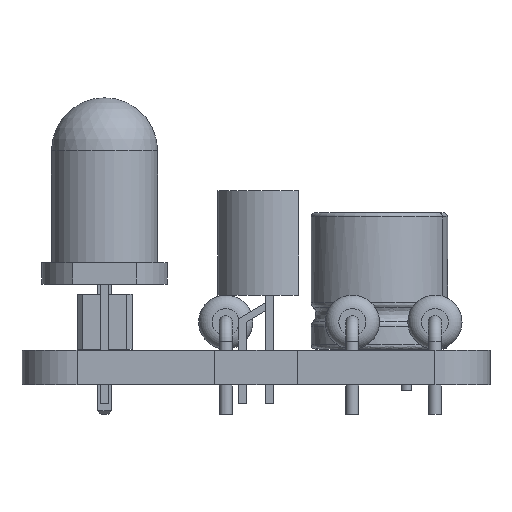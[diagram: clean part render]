
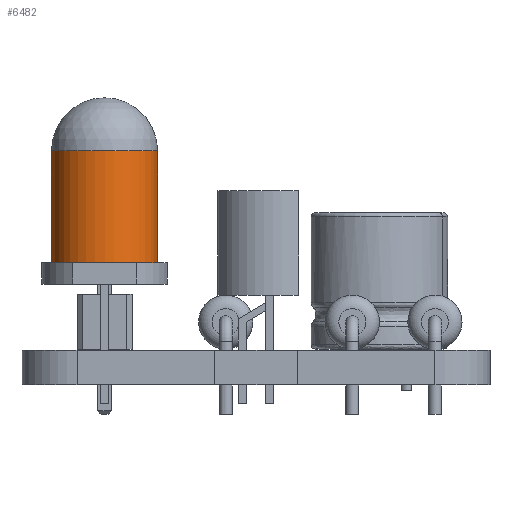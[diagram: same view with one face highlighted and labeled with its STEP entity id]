
A CAD part, left-side view. The second image highlights one B-rep face of the part: STEP entity #6482.
In plain terms, the highlighted cylindrical face has radius 2.45 mm (diameter 4.9 mm), a full revolution.
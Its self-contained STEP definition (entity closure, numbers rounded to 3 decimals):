
#6381 = VERTEX_POINT('',#6382);
#6382 = CARTESIAN_POINT('',(3.72,0.,9.15));
#6392 = SPHERICAL_SURFACE('',#6393,2.45);
#6393 = AXIS2_PLACEMENT_3D('',#6394,#6395,#6396);
#6394 = CARTESIAN_POINT('',(1.27,0.,9.15));
#6395 = DIRECTION('',(0.,0.,1.));
#6396 = DIRECTION('',(1.,0.,0.));
#6456 = EDGE_CURVE('',#6381,#6381,#6457,.T.);
#6457 = SURFACE_CURVE('',#6458,(#6463,#6470),.PCURVE_S1.);
#6458 = CIRCLE('',#6459,2.45);
#6459 = AXIS2_PLACEMENT_3D('',#6460,#6461,#6462);
#6460 = CARTESIAN_POINT('',(1.27,0.,9.15));
#6461 = DIRECTION('',(0.,0.,-1.));
#6462 = DIRECTION('',(1.,0.,0.));
#6463 = PCURVE('',#6392,#6464);
#6464 = DEFINITIONAL_REPRESENTATION('',(#6465),#6469);
#6465 = LINE('',#6466,#6467);
#6466 = CARTESIAN_POINT('',(6.283,0.));
#6467 = VECTOR('',#6468,1.);
#6468 = DIRECTION('',(-1.,0.));
#6469 = ( GEOMETRIC_REPRESENTATION_CONTEXT(2) 
PARAMETRIC_REPRESENTATION_CONTEXT() REPRESENTATION_CONTEXT('2D SPACE',''
  ) );
#6470 = PCURVE('',#6471,#6476);
#6471 = CYLINDRICAL_SURFACE('',#6472,2.45);
#6472 = AXIS2_PLACEMENT_3D('',#6473,#6474,#6475);
#6473 = CARTESIAN_POINT('',(1.27,0.,9.15));
#6474 = DIRECTION('',(0.,0.,-1.));
#6475 = DIRECTION('',(1.,0.,0.));
#6476 = DEFINITIONAL_REPRESENTATION('',(#6477),#6481);
#6477 = LINE('',#6478,#6479);
#6478 = CARTESIAN_POINT('',(0.,0.));
#6479 = VECTOR('',#6480,1.);
#6480 = DIRECTION('',(1.,0.));
#6481 = ( GEOMETRIC_REPRESENTATION_CONTEXT(2) 
PARAMETRIC_REPRESENTATION_CONTEXT() REPRESENTATION_CONTEXT('2D SPACE',''
  ) );
#6482 = ADVANCED_FACE('',(#6483),#6471,.T.);
#6483 = FACE_BOUND('',#6484,.T.);
#6484 = EDGE_LOOP('',(#6485,#6508,#6509,#6510));
#6485 = ORIENTED_EDGE('',*,*,#6486,.F.);
#6486 = EDGE_CURVE('',#6381,#6487,#6489,.T.);
#6487 = VERTEX_POINT('',#6488);
#6488 = CARTESIAN_POINT('',(3.72,0.,4.));
#6489 = SEAM_CURVE('',#6490,(#6494,#6501),.PCURVE_S1.);
#6490 = LINE('',#6491,#6492);
#6491 = CARTESIAN_POINT('',(3.72,0.,9.15));
#6492 = VECTOR('',#6493,1.);
#6493 = DIRECTION('',(0.,0.,-1.));
#6494 = PCURVE('',#6471,#6495);
#6495 = DEFINITIONAL_REPRESENTATION('',(#6496),#6500);
#6496 = LINE('',#6497,#6498);
#6497 = CARTESIAN_POINT('',(0.,0.));
#6498 = VECTOR('',#6499,1.);
#6499 = DIRECTION('',(0.,1.));
#6500 = ( GEOMETRIC_REPRESENTATION_CONTEXT(2) 
PARAMETRIC_REPRESENTATION_CONTEXT() REPRESENTATION_CONTEXT('2D SPACE',''
  ) );
#6501 = PCURVE('',#6471,#6502);
#6502 = DEFINITIONAL_REPRESENTATION('',(#6503),#6507);
#6503 = LINE('',#6504,#6505);
#6504 = CARTESIAN_POINT('',(6.283,0.));
#6505 = VECTOR('',#6506,1.);
#6506 = DIRECTION('',(0.,1.));
#6507 = ( GEOMETRIC_REPRESENTATION_CONTEXT(2) 
PARAMETRIC_REPRESENTATION_CONTEXT() REPRESENTATION_CONTEXT('2D SPACE',''
  ) );
#6508 = ORIENTED_EDGE('',*,*,#6456,.T.);
#6509 = ORIENTED_EDGE('',*,*,#6486,.T.);
#6510 = ORIENTED_EDGE('',*,*,#6511,.F.);
#6511 = EDGE_CURVE('',#6487,#6487,#6512,.T.);
#6512 = SURFACE_CURVE('',#6513,(#6518,#6525),.PCURVE_S1.);
#6513 = CIRCLE('',#6514,2.45);
#6514 = AXIS2_PLACEMENT_3D('',#6515,#6516,#6517);
#6515 = CARTESIAN_POINT('',(1.27,0.,4.));
#6516 = DIRECTION('',(0.,0.,-1.));
#6517 = DIRECTION('',(1.,0.,0.));
#6518 = PCURVE('',#6471,#6519);
#6519 = DEFINITIONAL_REPRESENTATION('',(#6520),#6524);
#6520 = LINE('',#6521,#6522);
#6521 = CARTESIAN_POINT('',(0.,5.15));
#6522 = VECTOR('',#6523,1.);
#6523 = DIRECTION('',(1.,0.));
#6524 = ( GEOMETRIC_REPRESENTATION_CONTEXT(2) 
PARAMETRIC_REPRESENTATION_CONTEXT() REPRESENTATION_CONTEXT('2D SPACE',''
  ) );
#6525 = PCURVE('',#6526,#6531);
#6526 = PLANE('',#6527);
#6527 = AXIS2_PLACEMENT_3D('',#6528,#6529,#6530);
#6528 = CARTESIAN_POINT('',(-1.23,-1.47,4.));
#6529 = DIRECTION('',(0.,0.,-1.));
#6530 = DIRECTION('',(-1.,0.,0.));
#6531 = DEFINITIONAL_REPRESENTATION('',(#6532),#6536);
#6532 = CIRCLE('',#6533,2.45);
#6533 = AXIS2_PLACEMENT_2D('',#6534,#6535);
#6534 = CARTESIAN_POINT('',(-2.5,1.47));
#6535 = DIRECTION('',(-1.,0.));
#6536 = ( GEOMETRIC_REPRESENTATION_CONTEXT(2) 
PARAMETRIC_REPRESENTATION_CONTEXT() REPRESENTATION_CONTEXT('2D SPACE',''
  ) );
